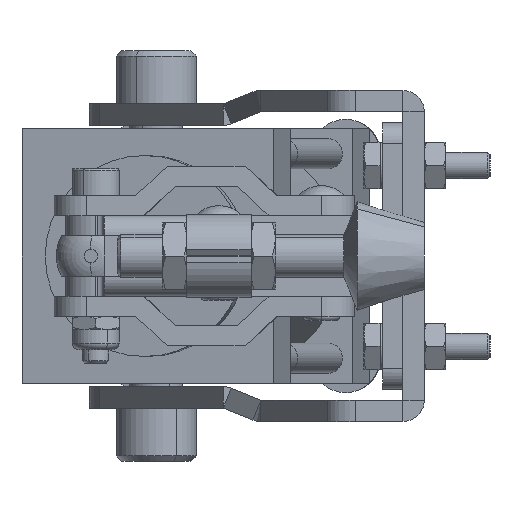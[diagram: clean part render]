
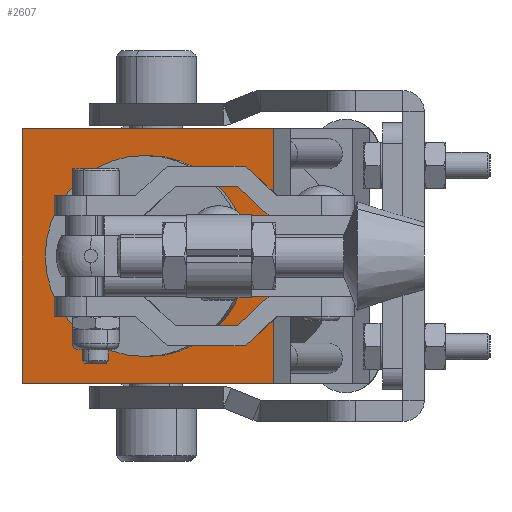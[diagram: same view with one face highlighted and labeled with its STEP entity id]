
A CAD part, left-side view. The second image highlights one B-rep face of the part: STEP entity #2607.
In plain terms, the highlighted planar face has unit normal (-0.987, 0.159, 0).
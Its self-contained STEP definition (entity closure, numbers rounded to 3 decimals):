
#397 = VERTEX_POINT ( 'NONE', #24307 ) ;
#450 = VECTOR ( 'NONE', #26334, 1000. ) ;
#1234 = DIRECTION ( 'NONE',  ( 0., 0., 1. ) ) ;
#1780 = EDGE_CURVE ( 'NONE', #2056, #397, #9833, .T. ) ;
#1858 = CARTESIAN_POINT ( 'NONE',  ( 14.414, 60.028, -19. ) ) ;
#2056 = VERTEX_POINT ( 'NONE', #3031 ) ;
#2327 = CARTESIAN_POINT ( 'NONE',  ( 14.414, 60.028, 19. ) ) ;
#2607 = ADVANCED_FACE ( 'NONE', ( #27552, #21608 ), #14724, .T. ) ;
#2905 = EDGE_LOOP ( 'NONE', ( #4135, #11487 ) ) ;
#3031 = CARTESIAN_POINT ( 'NONE',  ( 8.389, 22.509, -19. ) ) ;
#3073 = CARTESIAN_POINT ( 'NONE',  ( 11.401, 41.268, 0. ) ) ;
#4034 = CARTESIAN_POINT ( 'NONE',  ( 8.389, 22.509, 19. ) ) ;
#4135 = ORIENTED_EDGE ( 'NONE', *, *, #4151, .F. ) ;
#4151 = EDGE_CURVE ( 'NONE', #15106, #23367, #24622, .T. ) ;
#4161 = DIRECTION ( 'NONE',  ( -0.159, -0.987, 0. ) ) ;
#4247 = EDGE_LOOP ( 'NONE', ( #8105, #17463, #22619, #22690 ) ) ;
#4462 = DIRECTION ( 'NONE',  ( 0.159, 0.987, 0. ) ) ;
#5318 = DIRECTION ( 'NONE',  ( 0., 0., 1. ) ) ;
#5691 = LINE ( 'NONE', #6391, #16779 ) ;
#6068 = DIRECTION ( 'NONE',  ( 0., 0., 1. ) ) ;
#6271 = VERTEX_POINT ( 'NONE', #2327 ) ;
#6391 = CARTESIAN_POINT ( 'NONE',  ( 14.414, 60.028, -19. ) ) ;
#8105 = ORIENTED_EDGE ( 'NONE', *, *, #14615, .T. ) ;
#8154 = CARTESIAN_POINT ( 'NONE',  ( 16.103, 70.551, 0. ) ) ;
#8668 = AXIS2_PLACEMENT_3D ( 'NONE', #27870, #14491, #1234 ) ;
#9012 = LINE ( 'NONE', #15501, #26765 ) ;
#9833 = LINE ( 'NONE', #4034, #26874 ) ;
#10403 = DIRECTION ( 'NONE',  ( 0., 0., 1. ) ) ;
#11487 = ORIENTED_EDGE ( 'NONE', *, *, #27635, .F. ) ;
#12823 = EDGE_CURVE ( 'NONE', #19851, #2056, #5691, .T. ) ;
#13004 = CARTESIAN_POINT ( 'NONE',  ( 14.414, 60.028, 19. ) ) ;
#14491 = DIRECTION ( 'NONE',  ( -0.987, 0.159, 0. ) ) ;
#14615 = EDGE_CURVE ( 'NONE', #397, #6271, #9012, .T. ) ;
#14724 = PLANE ( 'NONE',  #19019 ) ;
#15093 = CARTESIAN_POINT ( 'NONE',  ( 11.401, 41.268, -15. ) ) ;
#15106 = VERTEX_POINT ( 'NONE', #24689 ) ;
#15501 = CARTESIAN_POINT ( 'NONE',  ( 14.414, 60.028, 19. ) ) ;
#16091 = AXIS2_PLACEMENT_3D ( 'NONE', #3073, #18622, #5318 ) ;
#16779 = VECTOR ( 'NONE', #4161, 1000. ) ;
#17463 = ORIENTED_EDGE ( 'NONE', *, *, #18439, .T. ) ;
#18439 = EDGE_CURVE ( 'NONE', #6271, #19851, #23385, .T. ) ;
#18622 = DIRECTION ( 'NONE',  ( -0.987, 0.159, 0. ) ) ;
#19019 = AXIS2_PLACEMENT_3D ( 'NONE', #8154, #23720, #10403 ) ;
#19851 = VERTEX_POINT ( 'NONE', #1858 ) ;
#21608 = FACE_OUTER_BOUND ( 'NONE', #4247, .T. ) ;
#22619 = ORIENTED_EDGE ( 'NONE', *, *, #12823, .T. ) ;
#22690 = ORIENTED_EDGE ( 'NONE', *, *, #1780, .T. ) ;
#23367 = VERTEX_POINT ( 'NONE', #15093 ) ;
#23385 = LINE ( 'NONE', #13004, #450 ) ;
#23720 = DIRECTION ( 'NONE',  ( -0.987, 0.159, 0. ) ) ;
#24307 = CARTESIAN_POINT ( 'NONE',  ( 8.389, 22.509, 19. ) ) ;
#24622 = CIRCLE ( 'NONE', #16091, 15. ) ;
#24689 = CARTESIAN_POINT ( 'NONE',  ( 11.401, 41.268, 15. ) ) ;
#26334 = DIRECTION ( 'NONE',  ( 0., 0., -1. ) ) ;
#26707 = CIRCLE ( 'NONE', #8668, 15. ) ;
#26765 = VECTOR ( 'NONE', #4462, 1000. ) ;
#26874 = VECTOR ( 'NONE', #6068, 1000. ) ;
#27552 = FACE_BOUND ( 'NONE', #2905, .T. ) ;
#27635 = EDGE_CURVE ( 'NONE', #23367, #15106, #26707, .T. ) ;
#27870 = CARTESIAN_POINT ( 'NONE',  ( 11.401, 41.268, 0. ) ) ;
